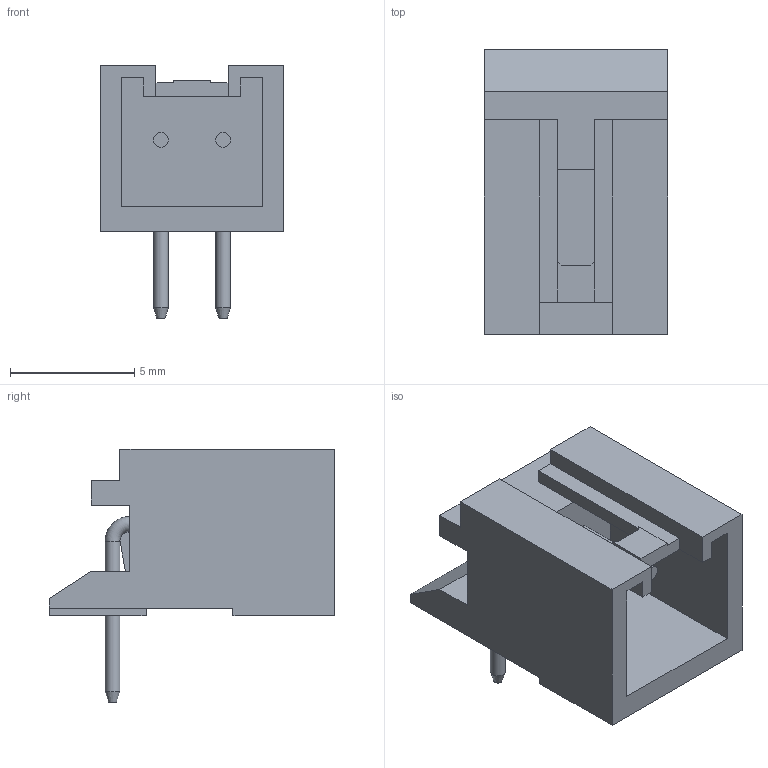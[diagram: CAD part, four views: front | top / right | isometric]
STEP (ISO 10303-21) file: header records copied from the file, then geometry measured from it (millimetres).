
FILE_DESCRIPTION(/* description */ (''),/* implementation_level */ '2;1');
FILE_NAME(/* name */ '534260210wbm000_01_214.stp',/* time_stamp */ '2023-12-12T11:29:03+06:00',/* author */ (''),/* organization */ (''),/* preprocessor_version */ 'ST-DEVELOPER v16.7',/* originating_system */ 'SIEMENS PLM Software NX 1919',/* authorisation */ '');
FILE_SCHEMA (('AUTOMOTIVE_DESIGN { 1 0 10303 214 3 1 1 1 }'));
Length unit declared in the file: millimetre
Products named in the file (1): 534260210wbm000_01
Bounding box: 7.4 x 11.5 x 10.2 mm (x, y, z)
Volume: 251.8 mm3; surface area: 605.3 mm2
Topology: 1 solids, 1 shells, 79 faces, 233 edges, 156 vertices
Faces by surface type: plane 67, cylinder 8, torus 2, cone 2
Full cylindrical faces by diameter (mm): 0.6 x6
Entity records: 2563 total; most frequent: CARTESIAN_POINT 503, ORIENTED_EDGE 426, DIRECTION 389, EDGE_CURVE 213, LINE 189, VECTOR 189, VERTEX_POINT 146, AXIS2_PLACEMENT_3D 100
